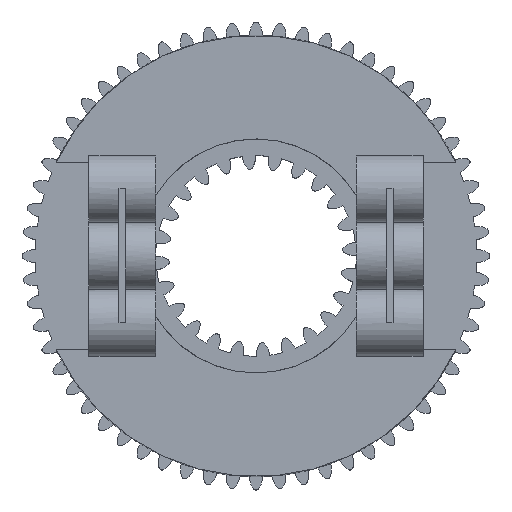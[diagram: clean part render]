
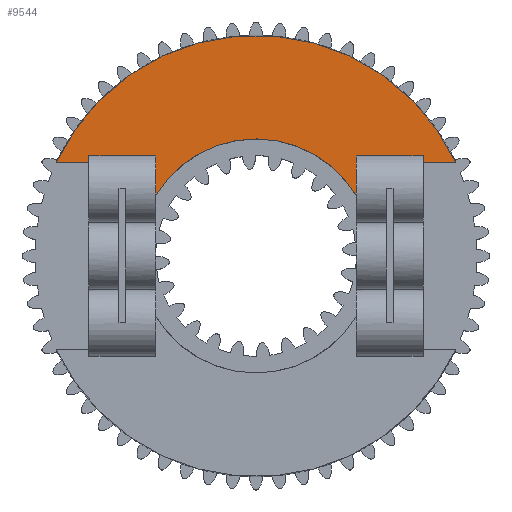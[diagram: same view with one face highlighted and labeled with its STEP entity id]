
A CAD part, top view. The second image highlights one B-rep face of the part: STEP entity #9544.
In plain terms, the highlighted planar face has unit normal (0, 0, 1).
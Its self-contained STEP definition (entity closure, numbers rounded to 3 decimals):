
#522=CIRCLE('',#10188,14.);
#523=CIRCLE('',#10189,26.4);
#1375=FACE_OUTER_BOUND('',#1938,.T.);
#1938=EDGE_LOOP('',(#6420,#6421,#6422,#6423,#6424,#6425,#6426,#6427,#6428,
#6429));
#2574=LINE('',#15145,#3206);
#2578=LINE('',#15161,#3210);
#2592=LINE('',#15206,#3224);
#2593=LINE('',#15210,#3225);
#2594=LINE('',#15212,#3226);
#2595=LINE('',#15214,#3227);
#2596=LINE('',#15216,#3228);
#2597=LINE('',#15219,#3229);
#3206=VECTOR('',#11652,4.789);
#3210=VECTOR('',#11668,0.8);
#3224=VECTOR('',#11704,8.);
#3225=VECTOR('',#11707,4.789);
#3226=VECTOR('',#11708,8.);
#3227=VECTOR('',#11709,0.8);
#3228=VECTOR('',#11710,3.906);
#3229=VECTOR('',#11713,3.906);
#3854=VERTEX_POINT('',#15142);
#3855=VERTEX_POINT('',#15144);
#3860=VERTEX_POINT('',#15158);
#3861=VERTEX_POINT('',#15160);
#3882=VERTEX_POINT('',#15207);
#3883=VERTEX_POINT('',#15209);
#3884=VERTEX_POINT('',#15211);
#3885=VERTEX_POINT('',#15213);
#3886=VERTEX_POINT('',#15215);
#3887=VERTEX_POINT('',#15217);
#4877=EDGE_CURVE('',#3855,#3854,#2574,.T.);
#4886=EDGE_CURVE('',#3860,#3861,#2578,.T.);
#4909=EDGE_CURVE('',#3860,#3855,#2592,.T.);
#4910=EDGE_CURVE('',#3882,#3854,#522,.T.);
#4911=EDGE_CURVE('',#3882,#3883,#2593,.T.);
#4912=EDGE_CURVE('',#3884,#3883,#2594,.T.);
#4913=EDGE_CURVE('',#3885,#3884,#2595,.T.);
#4914=EDGE_CURVE('',#3886,#3885,#2596,.T.);
#4915=EDGE_CURVE('',#3886,#3887,#523,.T.);
#4916=EDGE_CURVE('',#3887,#3861,#2597,.T.);
#6420=ORIENTED_EDGE('',*,*,#4886,.F.);
#6421=ORIENTED_EDGE('',*,*,#4909,.T.);
#6422=ORIENTED_EDGE('',*,*,#4877,.T.);
#6423=ORIENTED_EDGE('',*,*,#4910,.F.);
#6424=ORIENTED_EDGE('',*,*,#4911,.T.);
#6425=ORIENTED_EDGE('',*,*,#4912,.F.);
#6426=ORIENTED_EDGE('',*,*,#4913,.F.);
#6427=ORIENTED_EDGE('',*,*,#4914,.F.);
#6428=ORIENTED_EDGE('',*,*,#4915,.T.);
#6429=ORIENTED_EDGE('',*,*,#4916,.T.);
#9362=PLANE('',#10187);
#9544=ADVANCED_FACE('',(#1375),#9362,.T.);
#10187=AXIS2_PLACEMENT_3D('',#15205,#11702,#11703);
#10188=AXIS2_PLACEMENT_3D('',#15208,#11705,#11706);
#10189=AXIS2_PLACEMENT_3D('',#15218,#11711,#11712);
#11652=DIRECTION('',(0.,-1.,0.));
#11668=DIRECTION('',(0.,-1.,0.));
#11702=DIRECTION('center_axis',(0.,0.,1.));
#11703=DIRECTION('ref_axis',(1.,0.,0.));
#11704=DIRECTION('',(1.,0.,0.));
#11705=DIRECTION('center_axis',(0.,0.,1.));
#11706=DIRECTION('ref_axis',(1.,0.,0.));
#11707=DIRECTION('',(0.,1.,0.));
#11708=DIRECTION('',(-1.,0.,0.));
#11709=DIRECTION('',(0.,1.,0.));
#11710=DIRECTION('',(-1.,0.,0.));
#11711=DIRECTION('center_axis',(0.,0.,1.));
#11712=DIRECTION('ref_axis',(1.,0.,0.));
#11713=DIRECTION('',(1.,0.,0.));
#15142=CARTESIAN_POINT('',(-12.,7.211,3.2));
#15144=CARTESIAN_POINT('',(-12.,12.,3.2));
#15145=CARTESIAN_POINT('',(-12.,12.,3.2));
#15158=CARTESIAN_POINT('',(-20.,12.,3.2));
#15160=CARTESIAN_POINT('',(-20.,11.2,3.2));
#15161=CARTESIAN_POINT('',(-20.,12.,3.2));
#15205=CARTESIAN_POINT('Origin',(0.,0.,3.2));
#15206=CARTESIAN_POINT('',(-20.,12.,3.2));
#15207=CARTESIAN_POINT('',(12.,7.211,3.2));
#15208=CARTESIAN_POINT('Origin',(0.,0.,3.2));
#15209=CARTESIAN_POINT('',(12.,12.,3.2));
#15210=CARTESIAN_POINT('',(12.,7.211,3.2));
#15211=CARTESIAN_POINT('',(20.,12.,3.2));
#15212=CARTESIAN_POINT('',(20.,12.,3.2));
#15213=CARTESIAN_POINT('',(20.,11.2,3.2));
#15214=CARTESIAN_POINT('',(20.,11.2,3.2));
#15215=CARTESIAN_POINT('',(23.906,11.2,3.2));
#15216=CARTESIAN_POINT('',(23.906,11.2,3.2));
#15217=CARTESIAN_POINT('',(-23.906,11.2,3.2));
#15218=CARTESIAN_POINT('Origin',(0.,0.,3.2));
#15219=CARTESIAN_POINT('',(-23.906,11.2,3.2));
